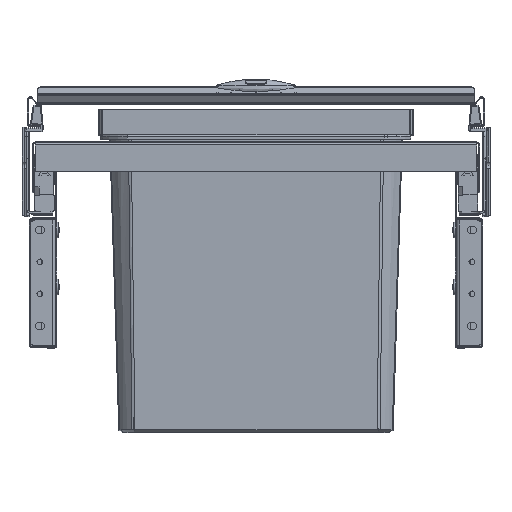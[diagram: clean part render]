
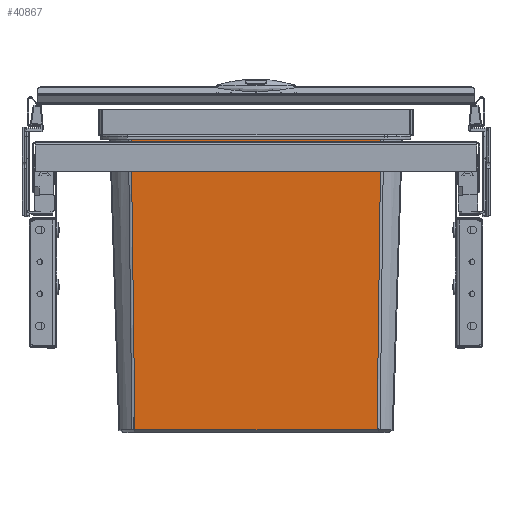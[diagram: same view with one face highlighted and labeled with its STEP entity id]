
A CAD part, top view. The second image highlights one B-rep face of the part: STEP entity #40867.
In plain terms, the highlighted planar face has unit normal (0, -0.031, 1).
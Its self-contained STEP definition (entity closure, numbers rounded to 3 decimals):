
#9843=EDGE_CURVE('9833',#18881,#18878,#18882,.T.);
#9895=EDGE_CURVE('9781',#18878,#18949,#18952,.T.);
#9897=EDGE_CURVE('9817',#18954,#18949,#18955,.T.);
#9899=EDGE_CURVE('9786',#18881,#18954,#18957,.T.);
#18878=VERTEX_POINT('',#39508);
#18881=VERTEX_POINT('',#39519);
#18882=LINE('',#39520,#39521);
#18949=VERTEX_POINT('',#39733);
#18952=B_SPLINE_CURVE_WITH_KNOTS('',3,(#39742,#39743,#39744,#39745,#39746,#39747),.UNSPECIFIED.,.F.,.F.,(4,1,1,4),(0.0,0.333,0.667,1.0),.UNSPECIFIED.);
#18954=VERTEX_POINT('',#39750);
#18955=LINE('',#39751,#39752);
#18957=B_SPLINE_CURVE_WITH_KNOTS('',3,(#39755,#39756,#39757,#39758,#39759,#39760),.UNSPECIFIED.,.F.,.F.,(4,1,1,4),(0.0,0.333,0.667,1.0),.UNSPECIFIED.);
#39508=CARTESIAN_POINT('',(-124.929,12.55,-11.429));
#39519=CARTESIAN_POINT('',(124.929,12.55,-11.429));
#39520=CARTESIAN_POINT('',(124.929,12.55,-11.429));
#39521=VECTOR('',#55738,249.857);
#39733=CARTESIAN_POINT('',(-121.08,-287.579,-20.784));
#39742=CARTESIAN_POINT('',(-124.929,12.55,-11.429));
#39743=CARTESIAN_POINT('',(-124.483,-22.534,-12.522));
#39744=CARTESIAN_POINT('',(-123.604,-91.545,-14.673));
#39745=CARTESIAN_POINT('',(-122.322,-191.585,-17.792));
#39746=CARTESIAN_POINT('',(-121.491,-255.966,-19.799));
#39747=CARTESIAN_POINT('',(-121.08,-287.579,-20.784));
#39750=CARTESIAN_POINT('',(121.08,-287.579,-20.784));
#39751=CARTESIAN_POINT('',(121.08,-287.579,-20.784));
#39752=VECTOR('',#55748,242.161);
#39755=CARTESIAN_POINT('',(124.929,12.55,-11.429));
#39756=CARTESIAN_POINT('',(124.483,-22.534,-12.522));
#39757=CARTESIAN_POINT('',(123.604,-91.545,-14.673));
#39758=CARTESIAN_POINT('',(122.322,-191.585,-17.792));
#39759=CARTESIAN_POINT('',(121.491,-255.966,-19.799));
#39760=CARTESIAN_POINT('',(121.08,-287.579,-20.784));
#40867=ADVANCED_FACE('7138',(#56105),#56106,.T.);
#55738=DIRECTION('',(-1.0,0.0,0.0));
#55748=DIRECTION('',(-1.0,0.0,0.0));
#56105=FACE_OUTER_BOUND('',#68970,.T.);
#56106=PLANE('',#68971);
#68970=EDGE_LOOP('',(#107224,#107225,#107226,#107227));
#68971=AXIS2_PLACEMENT_3D('',#107228,#107229,#107230);
#107224=ORIENTED_EDGE('',*,*,#9897,.F.);
#107225=ORIENTED_EDGE('',*,*,#9899,.F.);
#107226=ORIENTED_EDGE('',*,*,#9843,.T.);
#107227=ORIENTED_EDGE('',*,*,#9895,.T.);
#107228=CARTESIAN_POINT('',(0.,-127.719,-15.801));
#107229=DIRECTION('',(0.0,-0.031,1.));
#107230=DIRECTION('',(1.0,0.0,0.0));
